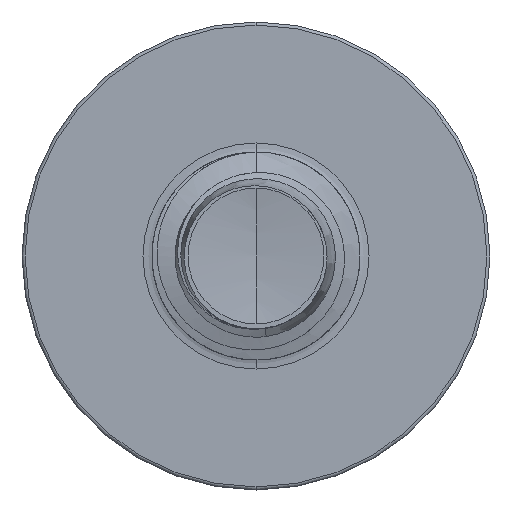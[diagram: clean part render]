
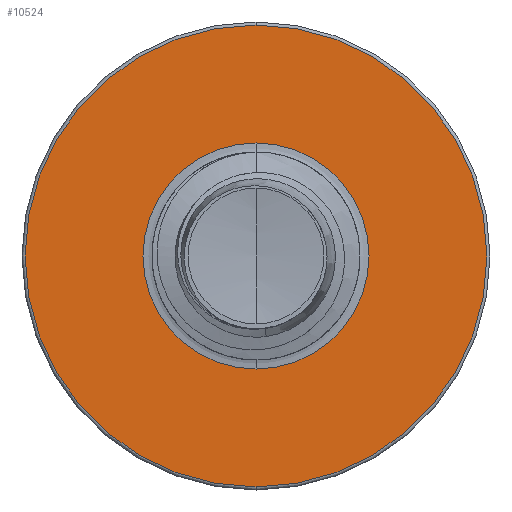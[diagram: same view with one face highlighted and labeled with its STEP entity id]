
A CAD part, front view. The second image highlights one B-rep face of the part: STEP entity #10524.
In plain terms, the highlighted planar face has unit normal (0, -1, 0).
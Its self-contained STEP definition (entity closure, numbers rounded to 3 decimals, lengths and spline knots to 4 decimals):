
#494 = DIRECTION ( 'NONE',  ( 0., 0., 1. ) ) ;
#661 = EDGE_CURVE ( 'NONE', #22224, #15489, #21758, .T. ) ;
#826 = EDGE_CURVE ( 'NONE', #15489, #22224, #13178, .T. ) ;
#1683 = DIRECTION ( 'NONE',  ( 0., 0., 1. ) ) ;
#2197 = AXIS2_PLACEMENT_3D ( 'NONE', #36090, #19007, #1683 ) ;
#2696 = DIRECTION ( 'NONE',  ( 0., 0., 1. ) ) ;
#2921 = ORIENTED_EDGE ( 'NONE', *, *, #661, .F. ) ;
#4699 = PLANE ( 'NONE',  #27771 ) ;
#5375 = VERTEX_POINT ( 'NONE', #31982 ) ;
#5629 = VERTEX_POINT ( 'NONE', #24531 ) ;
#7355 = EDGE_CURVE ( 'NONE', #5629, #5375, #32828, .T. ) ;
#7590 = DIRECTION ( 'NONE',  ( 0., 1., 0. ) ) ;
#7734 = AXIS2_PLACEMENT_3D ( 'NONE', #21356, #20649, #2696 ) ;
#7768 = AXIS2_PLACEMENT_3D ( 'NONE', #34941, #17838, #494 ) ;
#8453 = ORIENTED_EDGE ( 'NONE', *, *, #826, .F. ) ;
#10524 = ADVANCED_FACE ( 'NONE', ( #33696, #18497 ), #4699, .F. ) ;
#11551 = EDGE_CURVE ( 'NONE', #5375, #5629, #13948, .T. ) ;
#13178 = CIRCLE ( 'NONE', #15476, 4.44 ) ;
#13948 = CIRCLE ( 'NONE', #7768, 2.1736 ) ;
#14463 = CARTESIAN_POINT ( 'NONE',  ( 0., 16., 0. ) ) ;
#14825 = ORIENTED_EDGE ( 'NONE', *, *, #7355, .T. ) ;
#14919 = CARTESIAN_POINT ( 'NONE',  ( 0., 16., 4.44 ) ) ;
#15476 = AXIS2_PLACEMENT_3D ( 'NONE', #14463, #16321, #16238 ) ;
#15489 = VERTEX_POINT ( 'NONE', #14919 ) ;
#16238 = DIRECTION ( 'NONE',  ( 0., 0., 1. ) ) ;
#16321 = DIRECTION ( 'NONE',  ( 0., 1., 0. ) ) ;
#17838 = DIRECTION ( 'NONE',  ( 0., 1., 0. ) ) ;
#18497 = FACE_BOUND ( 'NONE', #23731, .T. ) ;
#19007 = DIRECTION ( 'NONE',  ( 0., 1., 0. ) ) ;
#20649 = DIRECTION ( 'NONE',  ( 0., 1., 0. ) ) ;
#21356 = CARTESIAN_POINT ( 'NONE',  ( 0., 16., 0. ) ) ;
#21758 = CIRCLE ( 'NONE', #7734, 4.44 ) ;
#22224 = VERTEX_POINT ( 'NONE', #31203 ) ;
#23731 = EDGE_LOOP ( 'NONE', ( #30210, #14825 ) ) ;
#24531 = CARTESIAN_POINT ( 'NONE',  ( 0., 16., -2.1736 ) ) ;
#24838 = CARTESIAN_POINT ( 'NONE',  ( 0., 16., -2.1736 ) ) ;
#27715 = DIRECTION ( 'NONE',  ( 0., 0., 1. ) ) ;
#27771 = AXIS2_PLACEMENT_3D ( 'NONE', #24838, #7590, #27715 ) ;
#30210 = ORIENTED_EDGE ( 'NONE', *, *, #11551, .T. ) ;
#31203 = CARTESIAN_POINT ( 'NONE',  ( 0., 16., -4.44 ) ) ;
#31982 = CARTESIAN_POINT ( 'NONE',  ( 0., 16., 2.1736 ) ) ;
#32828 = CIRCLE ( 'NONE', #2197, 2.1736 ) ;
#33696 = FACE_OUTER_BOUND ( 'NONE', #33865, .T. ) ;
#33865 = EDGE_LOOP ( 'NONE', ( #8453, #2921 ) ) ;
#34941 = CARTESIAN_POINT ( 'NONE',  ( 0., 16., 0. ) ) ;
#36090 = CARTESIAN_POINT ( 'NONE',  ( 0., 16., 0. ) ) ;
